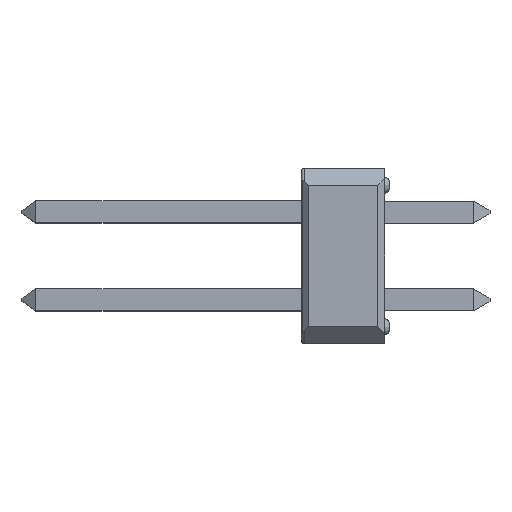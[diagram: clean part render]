
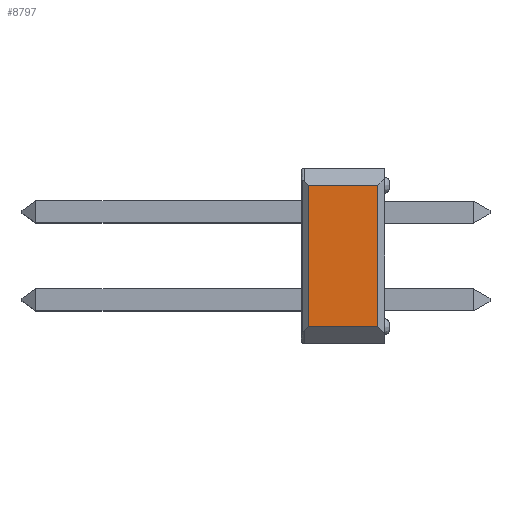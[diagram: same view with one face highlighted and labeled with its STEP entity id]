
A CAD part, left-side view. The second image highlights one B-rep face of the part: STEP entity #8797.
In plain terms, the highlighted free-form (B-spline) face has degree [1, 1] with [2, 2] control points.
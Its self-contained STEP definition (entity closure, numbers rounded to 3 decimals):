
#841 = CARTESIAN_POINT ( 'NONE',  ( -1.27, 2.2, -2.04 ) ) ;
#911 = VERTEX_POINT ( 'NONE', #21463 ) ;
#1217 = FACE_OUTER_BOUND ( 'NONE', #13832, .T. ) ;
#1389 = VERTEX_POINT ( 'NONE', #16162 ) ;
#1904 = B_SPLINE_CURVE_WITH_KNOTS ( 'NONE', 1,
 ( #8185, #21875 ),
 .UNSPECIFIED., .F., .F.,
 ( 2, 2 ),
 ( 0., 1. ),
 .UNSPECIFIED. ) ;
#1994 = CARTESIAN_POINT ( 'NONE',  ( -1.27, 2.2, 2.04 ) ) ;
#3024 = CARTESIAN_POINT ( 'NONE',  ( -1.27, 2.2, -2.04 ) ) ;
#4030 = VERTEX_POINT ( 'NONE', #10406 ) ;
#5363 = EDGE_CURVE ( 'NONE', #4030, #911, #10557, .T. ) ;
#5900 = ORIENTED_EDGE ( 'NONE', *, *, #12545, .T. ) ;
#6338 = CARTESIAN_POINT ( 'NONE',  ( -1.27, 2.2, 2.04 ) ) ;
#6569 = CARTESIAN_POINT ( 'NONE',  ( -1.27, 0.2, 2.04 ) ) ;
#7026 = ORIENTED_EDGE ( 'NONE', *, *, #5363, .F. ) ;
#7348 = B_SPLINE_SURFACE_WITH_KNOTS ( 'NONE', 1, 1, ( 
 ( #6569, #6338 ),
 ( #13141, #3024 ) ),
 .UNSPECIFIED., .F., .F., .F.,
 ( 2, 2 ),
 ( 2, 2 ),
 ( 0., 1. ),
 ( 0., 1. ),
 .UNSPECIFIED. ) ;
#7531 = CARTESIAN_POINT ( 'NONE',  ( -1.27, 2.2, -2.04 ) ) ;
#8185 = CARTESIAN_POINT ( 'NONE',  ( -1.27, 0.2, -2.04 ) ) ;
#8797 = ADVANCED_FACE ( 'NONE', ( #1217 ), #7348, .F. ) ;
#9261 = EDGE_CURVE ( 'NONE', #17750, #4030, #18792, .T. ) ;
#10406 = CARTESIAN_POINT ( 'NONE',  ( -1.27, 2.2, 2.04 ) ) ;
#10557 = B_SPLINE_CURVE_WITH_KNOTS ( 'NONE', 1,
 ( #1994, #15744 ),
 .UNSPECIFIED., .F., .F.,
 ( 2, 2 ),
 ( 0., 1. ),
 .UNSPECIFIED. ) ;
#12545 = EDGE_CURVE ( 'NONE', #1389, #911, #1904, .T. ) ;
#13141 = CARTESIAN_POINT ( 'NONE',  ( -1.27, 0.2, -2.04 ) ) ;
#13832 = EDGE_LOOP ( 'NONE', ( #5900, #7026, #22261, #17683 ) ) ;
#14122 = CARTESIAN_POINT ( 'NONE',  ( -1.27, 2.2, 2.04 ) ) ;
#14884 = EDGE_CURVE ( 'NONE', #1389, #17750, #21616, .T. ) ;
#15744 = CARTESIAN_POINT ( 'NONE',  ( -1.27, 0.2, 2.04 ) ) ;
#16162 = CARTESIAN_POINT ( 'NONE',  ( -1.27, 0.2, -2.04 ) ) ;
#16392 = CARTESIAN_POINT ( 'NONE',  ( -1.27, 0.2, -2.04 ) ) ;
#17683 = ORIENTED_EDGE ( 'NONE', *, *, #14884, .F. ) ;
#17750 = VERTEX_POINT ( 'NONE', #18403 ) ;
#18403 = CARTESIAN_POINT ( 'NONE',  ( -1.27, 2.2, -2.04 ) ) ;
#18792 = B_SPLINE_CURVE_WITH_KNOTS ( 'NONE', 1,
 ( #7531, #14122 ),
 .UNSPECIFIED., .F., .F.,
 ( 2, 2 ),
 ( 0., 1. ),
 .UNSPECIFIED. ) ;
#21463 = CARTESIAN_POINT ( 'NONE',  ( -1.27, 0.2, 2.04 ) ) ;
#21616 = B_SPLINE_CURVE_WITH_KNOTS ( 'NONE', 1,
 ( #16392, #841 ),
 .UNSPECIFIED., .F., .F.,
 ( 2, 2 ),
 ( 0., 1. ),
 .UNSPECIFIED. ) ;
#21875 = CARTESIAN_POINT ( 'NONE',  ( -1.27, 0.2, 2.04 ) ) ;
#22261 = ORIENTED_EDGE ( 'NONE', *, *, #9261, .F. ) ;
